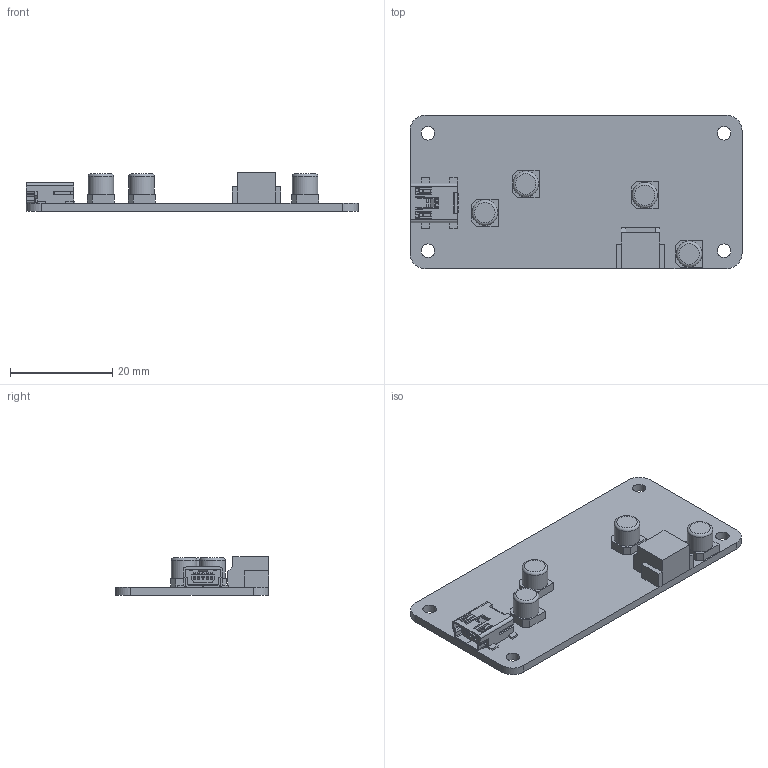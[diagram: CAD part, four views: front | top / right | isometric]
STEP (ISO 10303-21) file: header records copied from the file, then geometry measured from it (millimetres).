
FILE_DESCRIPTION(('FreeCAD Model'),'2;1');
FILE_NAME('zero4u.step','2019-07-16T10:51:37',('Author'),(''), 'Open CASCADE STEP processor 7.3','FreeCAD','Unknown');
FILE_SCHEMA(('AUTOMOTIVE_DESIGN { 1 0 10303 214 1 1 1 1 }'));
Length unit declared in the file: millimetre
Products named in the file (3): Fusion005; micro-usb-b-female-smd; Part
Bounding box: 65 x 30 x 7.6 mm (x, y, z)
Volume: 4083.6 mm3; surface area: 5508.4 mm2
Topology: 8 solids, 8 shells, 555 faces, 3798 edges, 10458 vertices
Faces by surface type: plane 455, cylinder 94, torus 4, cone 2
Full cylindrical faces by diameter (mm): 0.8 x2, 2.65 x4, 5 x4
Entity records: 62717 total; most frequent: CARTESIAN_POINT 18216, DIRECTION 8012, LINE 5764, VECTOR 5764, ORIENTED_EDGE 2788, PCURVE 2788, DEFINITIONAL_REPRESENTATION 2788, GEOMETRIC_CURVE_SET 2405
